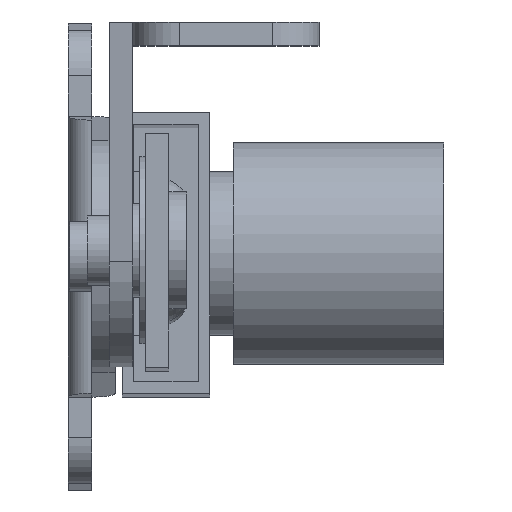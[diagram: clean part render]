
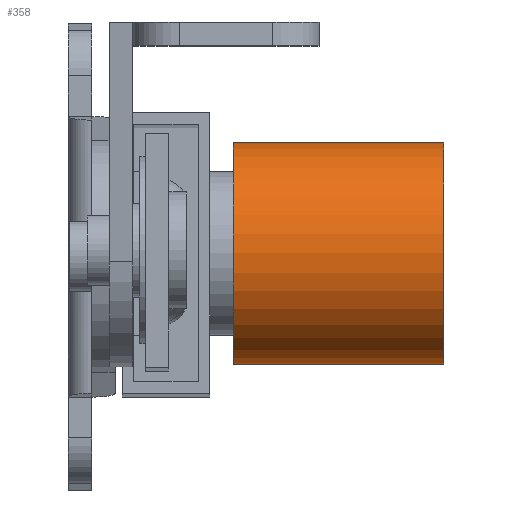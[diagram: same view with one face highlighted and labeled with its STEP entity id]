
A CAD part, top view. The second image highlights one B-rep face of the part: STEP entity #358.
In plain terms, the highlighted cylindrical face has radius 9.5 mm (diameter 19 mm), a partial arc.
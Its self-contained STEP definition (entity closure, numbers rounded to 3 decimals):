
#128 = CARTESIAN_POINT ( 'NONE',  ( 0., 0., 9. ) ) ;
#129 = DIRECTION ( 'NONE',  ( 0., 0., 1. ) ) ;
#239 = DIRECTION ( 'NONE',  ( 1., 0., 0. ) ) ;
#358 = ADVANCED_FACE ( 'NONE', ( #3510 ), #3508, .T. ) ;
#619 = AXIS2_PLACEMENT_3D ( 'NONE', #2765, #2605, #2718 ) ;
#884 = VERTEX_POINT ( 'NONE', #2192 ) ;
#1196 = EDGE_LOOP ( 'NONE', ( #1644, #1436, #1672, #1398 ) ) ;
#1398 = ORIENTED_EDGE ( 'NONE', *, *, #5062, .T. ) ;
#1421 = VERTEX_POINT ( 'NONE', #2121 ) ;
#1436 = ORIENTED_EDGE ( 'NONE', *, *, #5173, .F. ) ;
#1644 = ORIENTED_EDGE ( 'NONE', *, *, #5077, .F. ) ;
#1672 = ORIENTED_EDGE ( 'NONE', *, *, #5025, .T. ) ;
#2121 = CARTESIAN_POINT ( 'NONE',  ( -9.5, 0., 9. ) ) ;
#2192 = CARTESIAN_POINT ( 'NONE',  ( -9.5, 0., -9. ) ) ;
#2314 = CARTESIAN_POINT ( 'NONE',  ( 9.5, 0., -9. ) ) ;
#2605 = DIRECTION ( 'NONE',  ( 0., 0., -1. ) ) ;
#2718 = DIRECTION ( 'NONE',  ( -1., 0., 0. ) ) ;
#2765 = CARTESIAN_POINT ( 'NONE',  ( 0., 0., 9. ) ) ;
#3025 = CARTESIAN_POINT ( 'NONE',  ( 9.5, 0., 9. ) ) ;
#3035 = DIRECTION ( 'NONE',  ( 0., 0., -1. ) ) ;
#3098 = CARTESIAN_POINT ( 'NONE',  ( 0., 0., -9. ) ) ;
#3164 = CARTESIAN_POINT ( 'NONE',  ( 9.5, 0., 9. ) ) ;
#3233 = CARTESIAN_POINT ( 'NONE',  ( -9.5, 0., 9. ) ) ;
#3262 = DIRECTION ( 'NONE',  ( 0., 0., -1. ) ) ;
#3270 = DIRECTION ( 'NONE',  ( 0., 0., 1. ) ) ;
#3304 = DIRECTION ( 'NONE',  ( 1., 0., 0. ) ) ;
#3395 = VERTEX_POINT ( 'NONE', #2314 ) ;
#3508 = CYLINDRICAL_SURFACE ( 'NONE', #619, 9.5 ) ;
#3510 = FACE_OUTER_BOUND ( 'NONE', #1196, .T. ) ;
#3717 = LINE ( 'NONE', #3233, #4687 ) ;
#3767 = LINE ( 'NONE', #3025, #5452 ) ;
#4687 = VECTOR ( 'NONE', #3262, 1000. ) ;
#4984 = VERTEX_POINT ( 'NONE', #3164 ) ;
#5025 = EDGE_CURVE ( 'NONE', #1421, #884, #3717, .T. ) ;
#5062 = EDGE_CURVE ( 'NONE', #884, #3395, #5386, .T. ) ;
#5077 = EDGE_CURVE ( 'NONE', #4984, #3395, #3767, .T. ) ;
#5173 = EDGE_CURVE ( 'NONE', #1421, #4984, #5269, .T. ) ;
#5254 = AXIS2_PLACEMENT_3D ( 'NONE', #128, #129, #239 ) ;
#5269 = CIRCLE ( 'NONE', #5254, 9.5 ) ;
#5386 = CIRCLE ( 'NONE', #5478, 9.5 ) ;
#5452 = VECTOR ( 'NONE', #3035, 1000. ) ;
#5478 = AXIS2_PLACEMENT_3D ( 'NONE', #3098, #3270, #3304 ) ;
